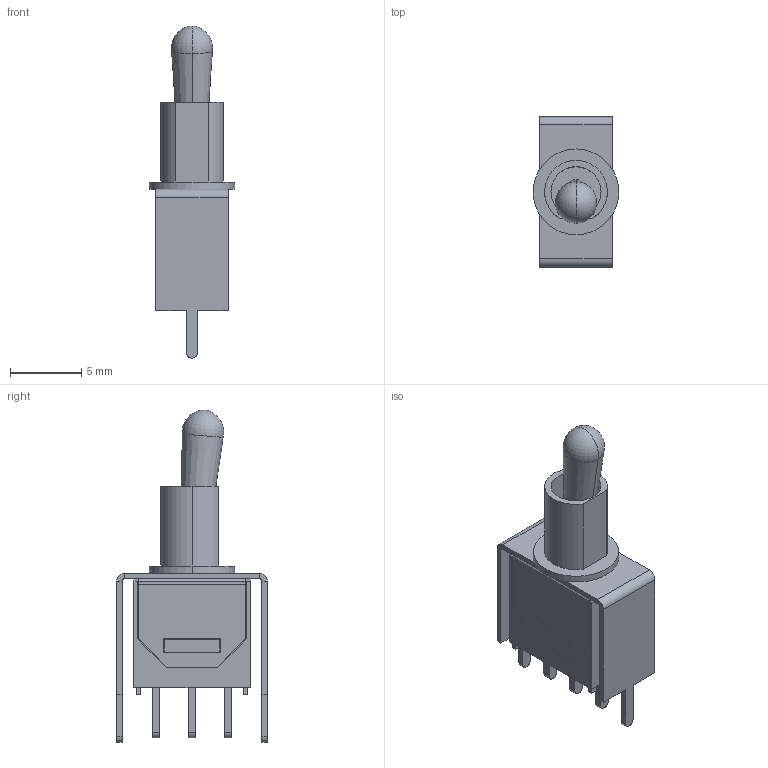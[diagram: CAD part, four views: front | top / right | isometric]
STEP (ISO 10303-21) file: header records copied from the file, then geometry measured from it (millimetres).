
FILE_DESCRIPTION (( 'STEP AP214' ), '1' );
FILE_NAME ('SW-TH_2MS1T2B2VS2QES-L10.6-W6.0-H19.9-P2.54.step', '2022-07-26T16:12:11', ( '' ), ( '' ), 'SwSTEP 2.0', 'SolidWorks 2020', '' );
FILE_SCHEMA (( 'AUTOMOTIVE_DESIGN' ));
Length unit declared in the file: millimetre
Products named in the file (1): SW-TH_2MS1T2B2VS2QES-L10.6-W6.0-H19.9-P2.54
Bounding box: 6 x 10.53 x 23.24 mm (x, y, z)
Volume: 472.6 mm3; surface area: 1178.5 mm2
Topology: 19 solids, 19 shells, 471 faces, 1216 edges, 798 vertices
Faces by surface type: plane 328, bspline 112, cylinder 25, cone 4, torus 2
Entity records: 19756 total; most frequent: CARTESIAN_POINT 4802, ORIENTED_EDGE 2422, DIRECTION 1759, EDGE_CURVE 1211, LINE 927, VECTOR 927, VERTEX_POINT 796, EDGE_LOOP 507
